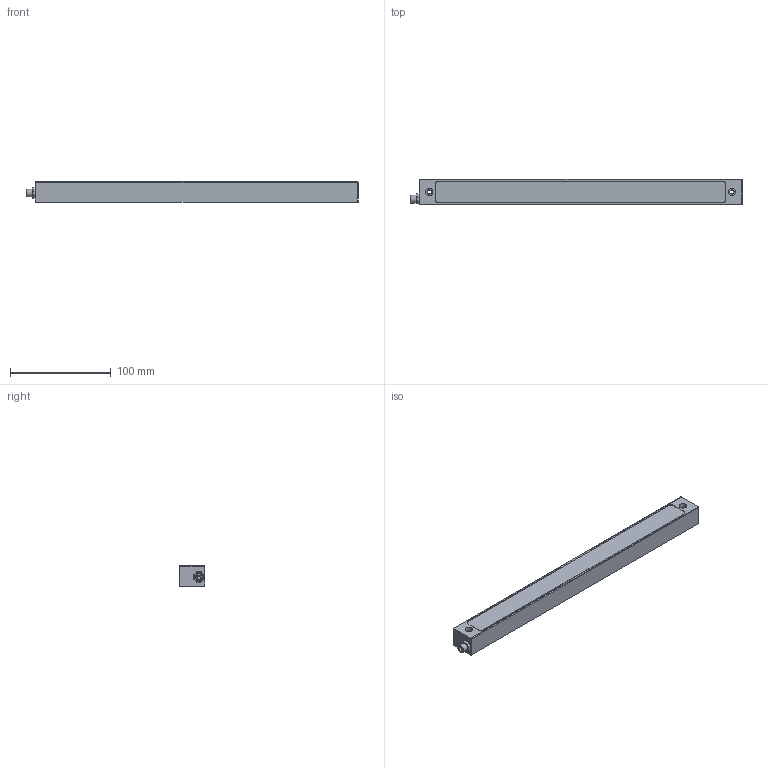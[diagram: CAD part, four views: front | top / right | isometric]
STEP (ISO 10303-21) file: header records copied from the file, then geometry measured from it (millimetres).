
FILE_DESCRIPTION(/* description */ ('Alibre Inc.'),/* implementation_level */ '2;1');
FILE_NAME(/* name */ 'export0',/* time_stamp */ '2016-11-15T12:01:48+01:00',/* author */ (''),/* organization */ (''),/* preprocessor_version */ 'ST-DEVELOPER v14',/* originating_system */ 'Alibre',/* authorisation */ '');
FILE_SCHEMA (('AUTOMOTIVE_DESIGN'));
Length unit declared in the file: centimetre
Bounding box: 329 x 25 x 20 mm (x, y, z)
Volume: 115062.3 mm3; surface area: 50387.5 mm2
Topology: 1 solids, 2 shells, 115 faces, 288 edges, 178 vertices
Faces by surface type: cylinder 51, plane 48, sphere 15, cone 1
Full cylindrical faces by diameter (mm): 1 x4, 4.2 x2, 6.647 x1, 7.5 x2, 7.8 x1
Entity records: 3215 total; most frequent: CARTESIAN_POINT 615, DIRECTION 525, ORIENTED_EDGE 512, EDGE_CURVE 256, AXIS2_PLACEMENT_3D 211, VERTEX_POINT 166, VECTOR 142, LINE 142
